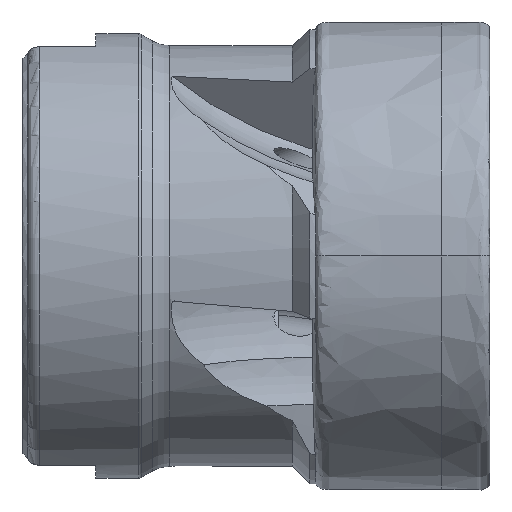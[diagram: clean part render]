
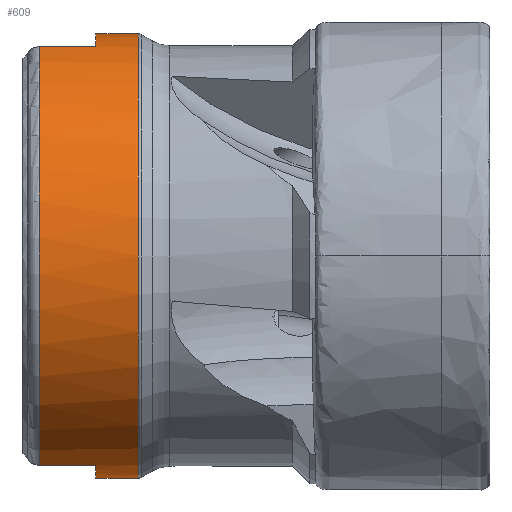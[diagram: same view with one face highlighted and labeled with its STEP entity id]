
A CAD part, front view. The second image highlights one B-rep face of the part: STEP entity #609.
In plain terms, the highlighted cylindrical face has radius 19 mm (diameter 38 mm), a partial arc.
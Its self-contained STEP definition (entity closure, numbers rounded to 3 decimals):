
#137 = VERTEX_POINT ( 'NONE', #5376 ) ;
#141 = VERTEX_POINT ( 'NONE', #5415 ) ;
#144 = VERTEX_POINT ( 'NONE', #5329 ) ;
#145 = VERTEX_POINT ( 'NONE', #5326 ) ;
#215 = VERTEX_POINT ( 'NONE', #5851 ) ;
#227 = VERTEX_POINT ( 'NONE', #5805 ) ;
#230 = VERTEX_POINT ( 'NONE', #5800 ) ;
#237 = VERTEX_POINT ( 'NONE', #5829 ) ;
#239 = VERTEX_POINT ( 'NONE', #5828 ) ;
#241 = VERTEX_POINT ( 'NONE', #5824 ) ;
#243 = VERTEX_POINT ( 'NONE', #5789 ) ;
#245 = VERTEX_POINT ( 'NONE', #5860 ) ;
#341 = ORIENTED_EDGE ( 'NONE', *, *, #5570, .F. ) ;
#342 = ORIENTED_EDGE ( 'NONE', *, *, #6587, .F. ) ;
#343 = ORIENTED_EDGE ( 'NONE', *, *, #5632, .F. ) ;
#344 = ORIENTED_EDGE ( 'NONE', *, *, #5633, .T. ) ;
#345 = ORIENTED_EDGE ( 'NONE', *, *, #5630, .F. ) ;
#346 = ORIENTED_EDGE ( 'NONE', *, *, #6020, .T. ) ;
#347 = ORIENTED_EDGE ( 'NONE', *, *, #5625, .F. ) ;
#348 = ORIENTED_EDGE ( 'NONE', *, *, #5628, .T. ) ;
#349 = ORIENTED_EDGE ( 'NONE', *, *, #5635, .F. ) ;
#350 = ORIENTED_EDGE ( 'NONE', *, *, #5626, .F. ) ;
#351 = ORIENTED_EDGE ( 'NONE', *, *, #5568, .T. ) ;
#352 = ORIENTED_EDGE ( 'NONE', *, *, #5629, .F. ) ;
#609 = ADVANCED_FACE ( 'NONE', ( #1437 ), #1444, .T. ) ;
#747 = AXIS2_PLACEMENT_3D ( 'NONE', #6362, #6351, #6361 ) ;
#891 = AXIS2_PLACEMENT_3D ( 'NONE', #4140, #4141, #4142 ) ;
#893 = AXIS2_PLACEMENT_3D ( 'NONE', #4133, #4134, #4135 ) ;
#895 = AXIS2_PLACEMENT_3D ( 'NONE', #4144, #4145, #4146 ) ;
#897 = AXIS2_PLACEMENT_3D ( 'NONE', #4153, #4154, #4155 ) ;
#959 = AXIS2_PLACEMENT_3D ( 'NONE', #4612, #4613, #4614 ) ;
#1006 = AXIS2_PLACEMENT_3D ( 'NONE', #5307, #5308, #5309 ) ;
#1437 = FACE_OUTER_BOUND ( 'NONE', #6119, .T. ) ;
#1444 = CYLINDRICAL_SURFACE ( 'NONE', #747, 19. ) ;
#1872 = LINE ( 'NONE', #3914, #1874 ) ;
#1874 = VECTOR ( 'NONE', #3913, 1000. ) ;
#1875 = LINE ( 'NONE', #3935, #1876 ) ;
#1876 = VECTOR ( 'NONE', #3936, 1000. ) ;
#1893 = CIRCLE ( 'NONE', #893, 19. ) ;
#1894 = VECTOR ( 'NONE', #4130, 1000. ) ;
#1896 = LINE ( 'NONE', #4129, #1894 ) ;
#1900 = CIRCLE ( 'NONE', #895, 19. ) ;
#1901 = CIRCLE ( 'NONE', #891, 19. ) ;
#1902 = LINE ( 'NONE', #4138, #1904 ) ;
#1904 = VECTOR ( 'NONE', #4139, 1000. ) ;
#1905 = LINE ( 'NONE', #4147, #1907 ) ;
#1906 = CIRCLE ( 'NONE', #897, 19. ) ;
#1907 = VECTOR ( 'NONE', #4143, 1000. ) ;
#1909 = LINE ( 'NONE', #4151, #1911 ) ;
#1911 = VECTOR ( 'NONE', #4152, 1000. ) ;
#2029 = CIRCLE ( 'NONE', #959, 19. ) ;
#2122 = CIRCLE ( 'NONE', #1006, 19. ) ;
#3913 = DIRECTION ( 'NONE',  ( 1., 0., 0. ) ) ;
#3914 = CARTESIAN_POINT ( 'NONE',  ( 0., 0., -19. ) ) ;
#3935 = CARTESIAN_POINT ( 'NONE',  ( 0., 0., 19. ) ) ;
#3936 = DIRECTION ( 'NONE',  ( 1., 0., 0. ) ) ;
#4129 = CARTESIAN_POINT ( 'NONE',  ( 0., -6.423, -17.882 ) ) ;
#4130 = DIRECTION ( 'NONE',  ( -1., 0., 0. ) ) ;
#4133 = CARTESIAN_POINT ( 'NONE',  ( -32.8, 0., 0. ) ) ;
#4134 = DIRECTION ( 'NONE',  ( -1., 0., 0. ) ) ;
#4135 = DIRECTION ( 'NONE',  ( 0., 0., -1. ) ) ;
#4138 = CARTESIAN_POINT ( 'NONE',  ( 0., -6.426, 17.88 ) ) ;
#4139 = DIRECTION ( 'NONE',  ( 1., 0., 0. ) ) ;
#4140 = CARTESIAN_POINT ( 'NONE',  ( -32.85, 0., 0. ) ) ;
#4141 = DIRECTION ( 'NONE',  ( 1., 0., 0. ) ) ;
#4142 = DIRECTION ( 'NONE',  ( 0., 0., 1. ) ) ;
#4143 = DIRECTION ( 'NONE',  ( 1., 0., 0. ) ) ;
#4144 = CARTESIAN_POINT ( 'NONE',  ( -29.15, 0., 0. ) ) ;
#4145 = DIRECTION ( 'NONE',  ( 1., 0., 0. ) ) ;
#4146 = DIRECTION ( 'NONE',  ( 0., 0., -1. ) ) ;
#4147 = CARTESIAN_POINT ( 'NONE',  ( 0., -5.2, 18.275 ) ) ;
#4151 = CARTESIAN_POINT ( 'NONE',  ( 0., -5.2, -18.275 ) ) ;
#4152 = DIRECTION ( 'NONE',  ( -1., 0., 0. ) ) ;
#4153 = CARTESIAN_POINT ( 'NONE',  ( -32.85, 0., 0. ) ) ;
#4154 = DIRECTION ( 'NONE',  ( 1., 0., 0. ) ) ;
#4155 = DIRECTION ( 'NONE',  ( 0., 0., 1. ) ) ;
#4612 = CARTESIAN_POINT ( 'NONE',  ( -37.65, 0., 0. ) ) ;
#4613 = DIRECTION ( 'NONE',  ( 1., 0., 0. ) ) ;
#4614 = DIRECTION ( 'NONE',  ( 0., 0., -1. ) ) ;
#5307 = CARTESIAN_POINT ( 'NONE',  ( -32.8, 0., 0. ) ) ;
#5308 = DIRECTION ( 'NONE',  ( -1., 0., 0. ) ) ;
#5309 = DIRECTION ( 'NONE',  ( 0., 0., -1. ) ) ;
#5326 = CARTESIAN_POINT ( 'NONE',  ( -32.8, 0., 19. ) ) ;
#5329 = CARTESIAN_POINT ( 'NONE',  ( -32.8, 0., -19. ) ) ;
#5376 = CARTESIAN_POINT ( 'NONE',  ( -29.15, 0., 19. ) ) ;
#5415 = CARTESIAN_POINT ( 'NONE',  ( -29.15, 0., -19. ) ) ;
#5568 = EDGE_CURVE ( 'NONE', #144, #141, #1872, .T. ) ;
#5570 = EDGE_CURVE ( 'NONE', #145, #137, #1875, .T. ) ;
#5625 = EDGE_CURVE ( 'NONE', #230, #227, #1896, .T. ) ;
#5626 = EDGE_CURVE ( 'NONE', #144, #239, #1893, .T. ) ;
#5628 = EDGE_CURVE ( 'NONE', #230, #245, #1901, .T. ) ;
#5629 = EDGE_CURVE ( 'NONE', #137, #141, #1900, .T. ) ;
#5630 = EDGE_CURVE ( 'NONE', #215, #243, #1902, .T. ) ;
#5632 = EDGE_CURVE ( 'NONE', #241, #237, #1905, .T. ) ;
#5633 = EDGE_CURVE ( 'NONE', #241, #243, #1906, .T. ) ;
#5635 = EDGE_CURVE ( 'NONE', #239, #245, #1909, .T. ) ;
#5789 = CARTESIAN_POINT ( 'NONE',  ( -32.85, -6.426, 17.88 ) ) ;
#5800 = CARTESIAN_POINT ( 'NONE',  ( -32.85, -6.423, -17.882 ) ) ;
#5805 = CARTESIAN_POINT ( 'NONE',  ( -37.65, -6.423, -17.882 ) ) ;
#5824 = CARTESIAN_POINT ( 'NONE',  ( -32.85, -5.2, 18.275 ) ) ;
#5828 = CARTESIAN_POINT ( 'NONE',  ( -32.8, -5.2, -18.275 ) ) ;
#5829 = CARTESIAN_POINT ( 'NONE',  ( -32.8, -5.2, 18.275 ) ) ;
#5851 = CARTESIAN_POINT ( 'NONE',  ( -37.65, -6.426, 17.88 ) ) ;
#5860 = CARTESIAN_POINT ( 'NONE',  ( -32.85, -5.2, -18.275 ) ) ;
#6020 = EDGE_CURVE ( 'NONE', #215, #227, #2029, .T. ) ;
#6119 = EDGE_LOOP ( 'NONE', ( #341, #342, #343, #344, #345, #346, #347, #348, #349, #350, #351, #352 ) ) ;
#6351 = DIRECTION ( 'NONE',  ( 1., 0., 0. ) ) ;
#6361 = DIRECTION ( 'NONE',  ( 0., 0., -1. ) ) ;
#6362 = CARTESIAN_POINT ( 'NONE',  ( 0., 0., 0. ) ) ;
#6587 = EDGE_CURVE ( 'NONE', #237, #145, #2122, .T. ) ;
